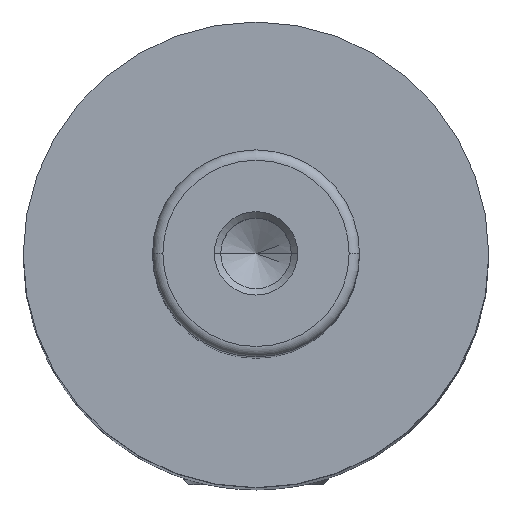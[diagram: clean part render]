
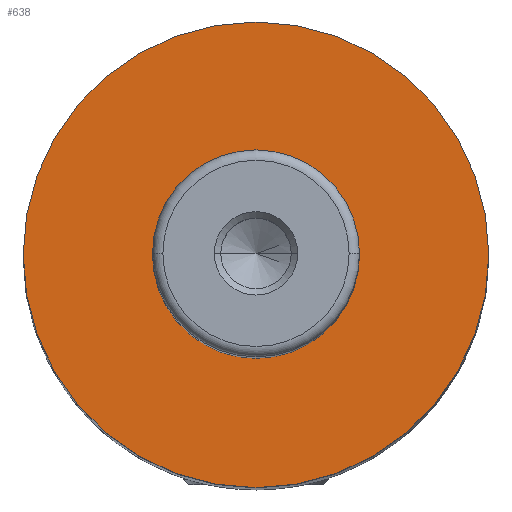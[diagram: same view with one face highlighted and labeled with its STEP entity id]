
A CAD part, top view. The second image highlights one B-rep face of the part: STEP entity #638.
In plain terms, the highlighted planar face has unit normal (0, 0, 1).
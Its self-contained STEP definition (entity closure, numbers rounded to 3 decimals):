
#1 = CIRCLE ( 'NONE', #1162, 10. ) ;
#15 = CARTESIAN_POINT ( 'NONE',  ( -10., 0., 128. ) ) ;
#37 = CARTESIAN_POINT ( 'NONE',  ( -22.5, 0., 128. ) ) ;
#143 = CIRCLE ( 'NONE', #1461, 10. ) ;
#173 = CARTESIAN_POINT ( 'NONE',  ( 22.5, 0., 128. ) ) ;
#263 = DIRECTION ( 'NONE',  ( 0., 0., -1. ) ) ;
#315 = CIRCLE ( 'NONE', #1187, 22.5 ) ;
#340 = FACE_OUTER_BOUND ( 'NONE', #1215, .T. ) ;
#354 = CARTESIAN_POINT ( 'NONE',  ( 0., 0., 128. ) ) ;
#392 = VERTEX_POINT ( 'NONE', #1342 ) ;
#423 = AXIS2_PLACEMENT_3D ( 'NONE', #1064, #671, #1562 ) ;
#460 = ORIENTED_EDGE ( 'NONE', *, *, #825, .F. ) ;
#497 = DIRECTION ( 'NONE',  ( -1., 0., 0. ) ) ;
#533 = CARTESIAN_POINT ( 'NONE',  ( 0., 0., 128. ) ) ;
#638 = ADVANCED_FACE ( 'NONE', ( #783, #340 ), #1673, .T. ) ;
#670 = DIRECTION ( 'NONE',  ( -1., 0., 0. ) ) ;
#671 = DIRECTION ( 'NONE',  ( 0., 0., 1. ) ) ;
#708 = VERTEX_POINT ( 'NONE', #173 ) ;
#767 = CARTESIAN_POINT ( 'NONE',  ( 0., 0., 128. ) ) ;
#783 = FACE_BOUND ( 'NONE', #1508, .T. ) ;
#808 = EDGE_CURVE ( 'NONE', #392, #1291, #1, .T. ) ;
#825 = EDGE_CURVE ( 'NONE', #708, #1587, #315, .T. ) ;
#880 = ORIENTED_EDGE ( 'NONE', *, *, #921, .T. ) ;
#897 = DIRECTION ( 'NONE',  ( -1., 0., 0. ) ) ;
#921 = EDGE_CURVE ( 'NONE', #1291, #392, #143, .T. ) ;
#942 = EDGE_CURVE ( 'NONE', #1587, #708, #1128, .T. ) ;
#995 = ORIENTED_EDGE ( 'NONE', *, *, #808, .T. ) ;
#1031 = ORIENTED_EDGE ( 'NONE', *, *, #942, .F. ) ;
#1064 = CARTESIAN_POINT ( 'NONE',  ( -10., 0., 128. ) ) ;
#1068 = CARTESIAN_POINT ( 'NONE',  ( 0., 0., 128. ) ) ;
#1128 = CIRCLE ( 'NONE', #1499, 22.5 ) ;
#1162 = AXIS2_PLACEMENT_3D ( 'NONE', #354, #1271, #497 ) ;
#1187 = AXIS2_PLACEMENT_3D ( 'NONE', #767, #1647, #897 ) ;
#1189 = DIRECTION ( 'NONE',  ( -1., 0., 0. ) ) ;
#1215 = EDGE_LOOP ( 'NONE', ( #1031, #460 ) ) ;
#1271 = DIRECTION ( 'NONE',  ( 0., 0., -1. ) ) ;
#1291 = VERTEX_POINT ( 'NONE', #15 ) ;
#1342 = CARTESIAN_POINT ( 'NONE',  ( 10., 0., 128. ) ) ;
#1427 = DIRECTION ( 'NONE',  ( 0., 0., -1. ) ) ;
#1461 = AXIS2_PLACEMENT_3D ( 'NONE', #533, #1427, #670 ) ;
#1499 = AXIS2_PLACEMENT_3D ( 'NONE', #1068, #263, #1189 ) ;
#1508 = EDGE_LOOP ( 'NONE', ( #880, #995 ) ) ;
#1562 = DIRECTION ( 'NONE',  ( 1., 0., 0. ) ) ;
#1587 = VERTEX_POINT ( 'NONE', #37 ) ;
#1647 = DIRECTION ( 'NONE',  ( 0., 0., -1. ) ) ;
#1673 = PLANE ( 'NONE',  #423 ) ;
